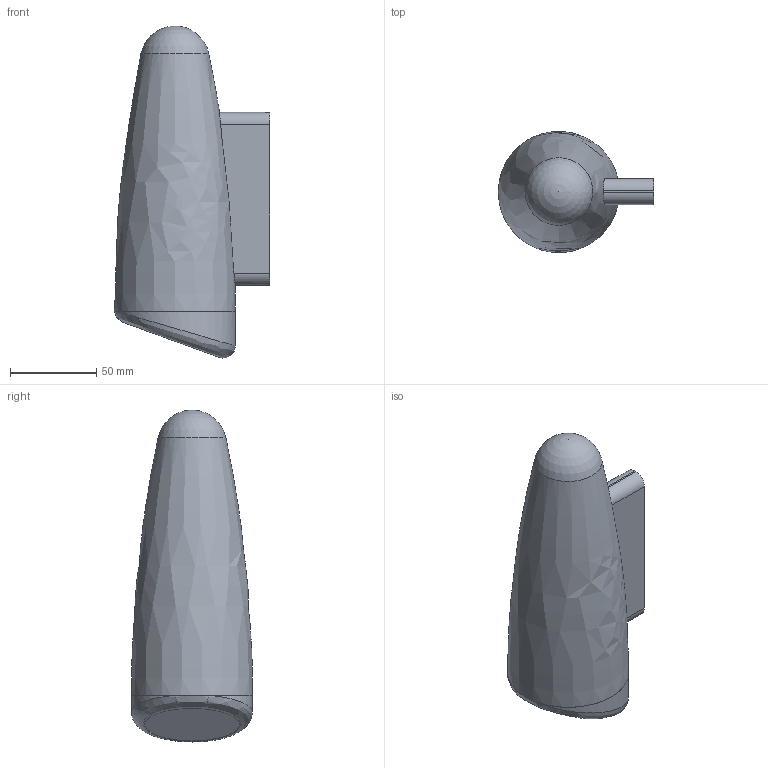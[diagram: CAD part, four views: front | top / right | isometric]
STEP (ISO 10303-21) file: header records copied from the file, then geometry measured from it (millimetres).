
FILE_DESCRIPTION(('FreeCAD Model'),'2;1');
FILE_NAME('Open CASCADE Shape Model','2025-01-24T10:49:53',(''),(''), 'Open CASCADE STEP processor 7.6','FreeCAD','Unknown');
FILE_SCHEMA(('AUTOMOTIVE_DESIGN { 1 0 10303 214 1 1 1 1 }'));
Length unit declared in the file: millimetre
Products named in the file (9): v2; Тіло018; Тіло019; Тіло020; Part008; Тіло021; Part009; Тіло022; Тіло023
Assembly tree (8 placements, depth 3):
  v2
    Тіло018
    Тіло019
    Тіло020
    Part008
      Тіло021
    Part009
      Тіло022
      Тіло023
Bounding box: 89.85 x 70 x 191.99 mm (x, y, z)
Volume: 291825.2 mm3; surface area: 122033.8 mm2
Topology: 6 solids, 6 shells, 127 faces, 290 edges, 182 vertices
Faces by surface type: plane 91, cylinder 29, bspline 3, revolution 2, sphere 2
Full cylindrical faces by diameter (mm): 35 x1, 45 x2, 50 x1, 54 x1, 55 x2, 60 x2, 62 x3, 64 x1
Entity records: 4154 total; most frequent: CARTESIAN_POINT 1061, DIRECTION 614, ORIENTED_EDGE 576, EDGE_CURVE 288, AXIS2_PLACEMENT_3D 212, LINE 188, VECTOR 188, VERTEX_POINT 182
